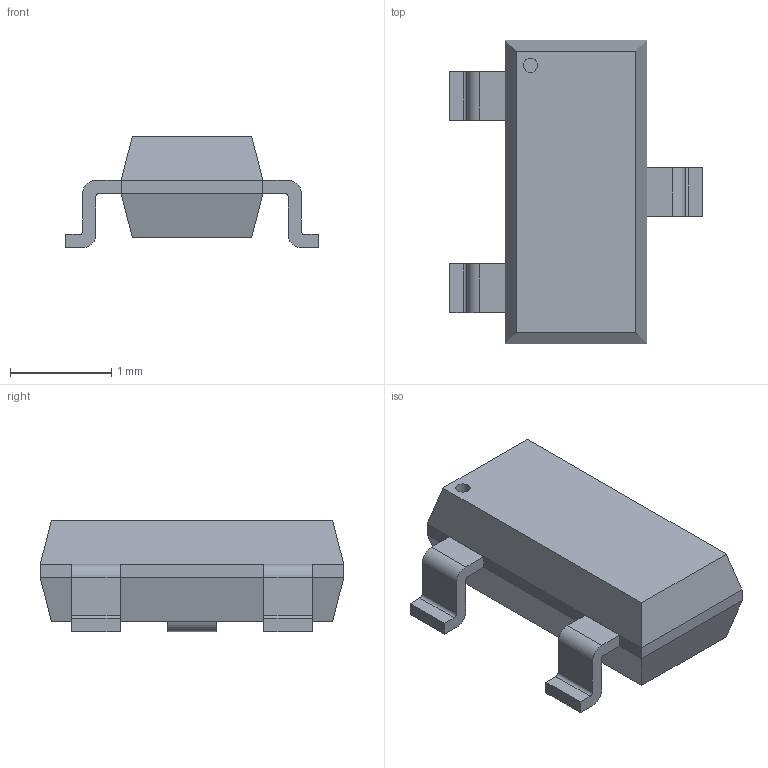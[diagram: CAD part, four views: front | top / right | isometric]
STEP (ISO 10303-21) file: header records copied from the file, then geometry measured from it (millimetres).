
FILE_DESCRIPTION(/* description */ (''),/* implementation_level */ '2;1');
FILE_NAME(/* name */ 'BC847B_-_S9015.step',/* time_stamp */ '2025-07-17T23:10:14-03:00',/* author */ (''),/* organization */ (''),/* preprocessor_version */ 'ST-DEVELOPER v20.1',/* originating_system */ 'Autodesk Translation Framework v14.10.0.0',/* authorisation */ '');
FILE_SCHEMA (('AUTOMOTIVE_DESIGN { 1 0 10303 214 3 1 1 }'));
Length unit declared in the file: millimetre
Products named in the file (2): SOT23-3; Model
Assembly tree (1 placements, depth 2):
  SOT23-3
    Model
Bounding box: 2.5 x 3 x 1.1 mm (x, y, z)
Volume: 4 mm3; surface area: 19.4 mm2
Topology: 4 solids, 4 shells, 58 faces, 139 edges, 90 vertices
Faces by surface type: plane 45, cylinder 13
Full cylindrical faces by diameter (mm): 0.14 x1
Entity records: 1729 total; most frequent: CARTESIAN_POINT 290, DIRECTION 287, ORIENTED_EDGE 278, EDGE_CURVE 139, LINE 113, VECTOR 113, VERTEX_POINT 90, AXIS2_PLACEMENT_3D 87
